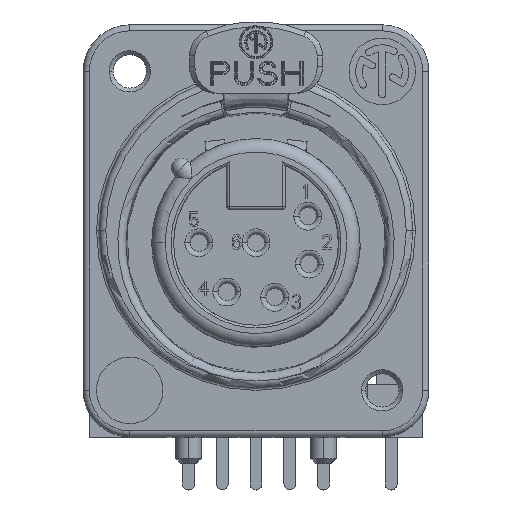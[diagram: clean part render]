
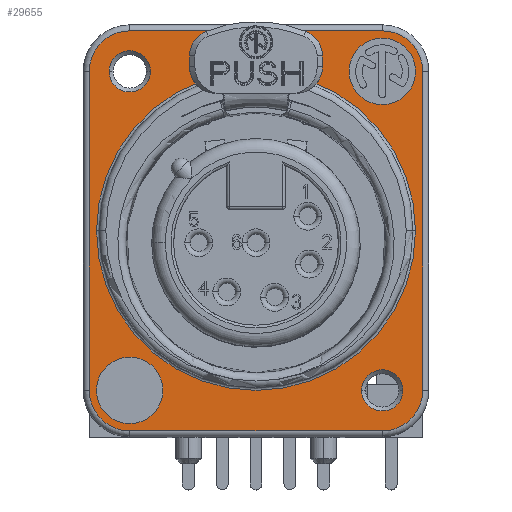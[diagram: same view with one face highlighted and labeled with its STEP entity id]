
A CAD part, top view. The second image highlights one B-rep face of the part: STEP entity #29655.
In plain terms, the highlighted planar face has unit normal (0, 0, 1).
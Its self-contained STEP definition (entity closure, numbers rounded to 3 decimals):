
#3747=CARTESIAN_POINT('',(9.5,12.9,2.));
#3748=DIRECTION('',(0.,0.,1.));
#3749=DIRECTION('',(1.,0.,0.));
#3750=AXIS2_PLACEMENT_3D('',#3747,#3748,#3749);
#3752=CARTESIAN_POINT('',(9.5,12.9,2.));
#3753=DIRECTION('',(0.,0.,1.));
#3754=DIRECTION('',(-1.,0.,0.));
#3755=AXIS2_PLACEMENT_3D('',#3752,#3753,#3754);
#3757=CARTESIAN_POINT('',(-9.5,-11.1,2.));
#3758=DIRECTION('',(0.,0.,1.));
#3759=DIRECTION('',(1.,0.,0.));
#3760=AXIS2_PLACEMENT_3D('',#3757,#3758,#3759);
#3762=CARTESIAN_POINT('',(-9.5,-11.1,2.));
#3763=DIRECTION('',(0.,0.,1.));
#3764=DIRECTION('',(-1.,0.,0.));
#3765=AXIS2_PLACEMENT_3D('',#3762,#3763,#3764);
#3767=CARTESIAN_POINT('',(-9.5,12.9,2.));
#3768=DIRECTION('',(0.,0.,-1.));
#3769=DIRECTION('',(1.,0.,0.));
#3770=AXIS2_PLACEMENT_3D('',#3767,#3768,#3769);
#3772=CARTESIAN_POINT('',(-9.5,12.9,2.));
#3773=DIRECTION('',(0.,0.,-1.));
#3774=DIRECTION('',(-1.,0.,0.));
#3775=AXIS2_PLACEMENT_3D('',#3772,#3773,#3774);
#3777=CARTESIAN_POINT('',(9.5,-11.1,2.));
#3778=DIRECTION('',(0.,0.,-1.));
#3779=DIRECTION('',(1.,0.,0.));
#3780=AXIS2_PLACEMENT_3D('',#3777,#3778,#3779);
#3782=CARTESIAN_POINT('',(9.5,-11.1,2.));
#3783=DIRECTION('',(0.,0.,-1.));
#3784=DIRECTION('',(-1.,0.,0.));
#3785=AXIS2_PLACEMENT_3D('',#3782,#3783,#3784);
#3787=CARTESIAN_POINT('',(9.5,-11.1,2.));
#3788=DIRECTION('',(0.,0.,1.));
#3789=DIRECTION('',(0.,-1.,0.));
#3790=AXIS2_PLACEMENT_3D('',#3787,#3788,#3789);
#3792=DIRECTION('',(1.,0.,0.));
#3793=VECTOR('',#3792,19.);
#3794=CARTESIAN_POINT('',(-9.5,-14.15,2.));
#3795=LINE('',#3794,#3793);
#3796=CARTESIAN_POINT('',(-9.5,-11.1,2.));
#3797=DIRECTION('',(0.,0.,1.));
#3798=DIRECTION('',(-1.,0.,0.));
#3799=AXIS2_PLACEMENT_3D('',#3796,#3797,#3798);
#3801=DIRECTION('',(0.,-1.,0.));
#3802=VECTOR('',#3801,24.);
#3803=CARTESIAN_POINT('',(-12.55,12.9,2.));
#3804=LINE('',#3803,#3802);
#3805=CARTESIAN_POINT('',(-9.5,12.9,2.));
#3806=DIRECTION('',(0.,0.,1.));
#3807=DIRECTION('',(0.,1.,0.));
#3808=AXIS2_PLACEMENT_3D('',#3805,#3806,#3807);
#3810=DIRECTION('',(-1.,0.,0.));
#3811=VECTOR('',#3810,19.);
#3812=CARTESIAN_POINT('',(9.5,15.95,2.));
#3813=LINE('',#3812,#3811);
#3814=CARTESIAN_POINT('',(9.5,12.9,2.));
#3815=DIRECTION('',(0.,0.,1.));
#3816=DIRECTION('',(1.,0.,0.));
#3817=AXIS2_PLACEMENT_3D('',#3814,#3815,#3816);
#3819=DIRECTION('',(0.,1.,0.));
#3820=VECTOR('',#3819,24.);
#3821=CARTESIAN_POINT('',(12.55,-11.1,2.));
#3822=LINE('',#3821,#3820);
#3823=CARTESIAN_POINT('',(0.,0.9,2.));
#3824=DIRECTION('',(0.,0.,1.));
#3825=DIRECTION('',(1.,0.,0.));
#3826=AXIS2_PLACEMENT_3D('',#3823,#3824,#3825);
#3828=CARTESIAN_POINT('',(0.,0.9,2.));
#3829=DIRECTION('',(0.,0.,1.));
#3830=DIRECTION('',(-1.,0.,0.));
#3831=AXIS2_PLACEMENT_3D('',#3828,#3829,#3830);
#20914=CARTESIAN_POINT('',(12.,12.9,2.));
#20915=CARTESIAN_POINT('',(7.,12.9,2.));
#20916=VERTEX_POINT('',#20914);
#20917=VERTEX_POINT('',#20915);
#20918=CARTESIAN_POINT('',(-12.,-11.1,2.));
#20919=CARTESIAN_POINT('',(-7.,-11.1,2.));
#20920=VERTEX_POINT('',#20918);
#20921=VERTEX_POINT('',#20919);
#21338=CARTESIAN_POINT('',(-7.95,12.9,2.));
#21339=CARTESIAN_POINT('',(-11.05,12.9,2.));
#21340=VERTEX_POINT('',#21338);
#21341=VERTEX_POINT('',#21339);
#21346=CARTESIAN_POINT('',(11.05,-11.1,2.));
#21347=CARTESIAN_POINT('',(7.95,-11.1,2.));
#21348=VERTEX_POINT('',#21346);
#21349=VERTEX_POINT('',#21347);
#21434=CARTESIAN_POINT('',(9.5,-14.15,2.));
#21435=CARTESIAN_POINT('',(12.55,-11.1,2.));
#21436=VERTEX_POINT('',#21434);
#21437=VERTEX_POINT('',#21435);
#21442=CARTESIAN_POINT('',(12.55,12.9,2.));
#21443=VERTEX_POINT('',#21442);
#21446=CARTESIAN_POINT('',(9.5,15.95,2.));
#21447=VERTEX_POINT('',#21446);
#21450=CARTESIAN_POINT('',(-9.5,15.95,2.));
#21451=VERTEX_POINT('',#21450);
#21454=CARTESIAN_POINT('',(-12.55,12.9,2.));
#21455=VERTEX_POINT('',#21454);
#21458=CARTESIAN_POINT('',(-12.55,-11.1,2.));
#21459=VERTEX_POINT('',#21458);
#21462=CARTESIAN_POINT('',(-9.5,-14.15,2.));
#21463=VERTEX_POINT('',#21462);
#21647=CARTESIAN_POINT('',(12.,0.9,2.));
#21648=CARTESIAN_POINT('',(-12.,0.9,2.));
#21649=VERTEX_POINT('',#21647);
#21650=VERTEX_POINT('',#21648);
#29603=CARTESIAN_POINT('',(0.,0.,2.));
#29604=DIRECTION('',(0.,0.,-1.));
#29605=DIRECTION('',(0.,-1.,0.));
#29606=AXIS2_PLACEMENT_3D('',#29603,#29604,#29605);
#29607=PLANE('',#29606);
#29609=ORIENTED_EDGE('',*,*,#29608,.F.);
#29611=ORIENTED_EDGE('',*,*,#29610,.F.);
#29613=ORIENTED_EDGE('',*,*,#29612,.F.);
#29615=ORIENTED_EDGE('',*,*,#29614,.F.);
#29617=ORIENTED_EDGE('',*,*,#29616,.F.);
#29619=ORIENTED_EDGE('',*,*,#29618,.F.);
#29621=ORIENTED_EDGE('',*,*,#29620,.F.);
#29623=ORIENTED_EDGE('',*,*,#29622,.F.);
#29624=EDGE_LOOP('',(#29609,#29611,#29613,#29615,#29617,#29619,#29621,#29623));
#29625=FACE_OUTER_BOUND('',#29624,.F.);
#29627=ORIENTED_EDGE('',*,*,#29626,.T.);
#29629=ORIENTED_EDGE('',*,*,#29628,.T.);
#29630=EDGE_LOOP('',(#29627,#29629));
#29631=FACE_BOUND('',#29630,.F.);
#29632=ORIENTED_EDGE('',*,*,#29593,.F.);
#29634=ORIENTED_EDGE('',*,*,#29633,.F.);
#29635=EDGE_LOOP('',(#29632,#29634));
#29636=FACE_BOUND('',#29635,.F.);
#29638=ORIENTED_EDGE('',*,*,#29637,.F.);
#29640=ORIENTED_EDGE('',*,*,#29639,.F.);
#29641=EDGE_LOOP('',(#29638,#29640));
#29642=FACE_BOUND('',#29641,.F.);
#29644=ORIENTED_EDGE('',*,*,#29643,.T.);
#29646=ORIENTED_EDGE('',*,*,#29645,.T.);
#29647=EDGE_LOOP('',(#29644,#29646));
#29648=FACE_BOUND('',#29647,.F.);
#29650=ORIENTED_EDGE('',*,*,#29649,.T.);
#29652=ORIENTED_EDGE('',*,*,#29651,.T.);
#29653=EDGE_LOOP('',(#29650,#29652));
#29654=FACE_BOUND('',#29653,.F.);
#29655=ADVANCED_FACE('',(#29625,#29631,#29636,#29642,#29648,#29654),#29607,.F.);
#3751=CIRCLE('',#3750,2.5);
#3756=CIRCLE('',#3755,2.5);
#3761=CIRCLE('',#3760,2.5);
#3766=CIRCLE('',#3765,2.5);
#3771=CIRCLE('',#3770,1.55);
#3776=CIRCLE('',#3775,1.55);
#3781=CIRCLE('',#3780,1.55);
#3786=CIRCLE('',#3785,1.55);
#3791=CIRCLE('',#3790,3.05);
#3800=CIRCLE('',#3799,3.05);
#3809=CIRCLE('',#3808,3.05);
#3818=CIRCLE('',#3817,3.05);
#3827=CIRCLE('',#3826,12.);
#3832=CIRCLE('',#3831,12.);
#29593=EDGE_CURVE('',#21340,#21341,#3771,.T.);
#29608=EDGE_CURVE('',#21436,#21437,#3791,.T.);
#29610=EDGE_CURVE('',#21463,#21436,#3795,.T.);
#29612=EDGE_CURVE('',#21459,#21463,#3800,.T.);
#29614=EDGE_CURVE('',#21455,#21459,#3804,.T.);
#29616=EDGE_CURVE('',#21451,#21455,#3809,.T.);
#29618=EDGE_CURVE('',#21447,#21451,#3813,.T.);
#29620=EDGE_CURVE('',#21443,#21447,#3818,.T.);
#29622=EDGE_CURVE('',#21437,#21443,#3822,.T.);
#29626=EDGE_CURVE('',#20921,#20920,#3761,.T.);
#29628=EDGE_CURVE('',#20920,#20921,#3766,.T.);
#29633=EDGE_CURVE('',#21341,#21340,#3776,.T.);
#29637=EDGE_CURVE('',#21348,#21349,#3781,.T.);
#29639=EDGE_CURVE('',#21349,#21348,#3786,.T.);
#29643=EDGE_CURVE('',#20916,#20917,#3751,.T.);
#29645=EDGE_CURVE('',#20917,#20916,#3756,.T.);
#29649=EDGE_CURVE('',#21649,#21650,#3827,.T.);
#29651=EDGE_CURVE('',#21650,#21649,#3832,.T.);
